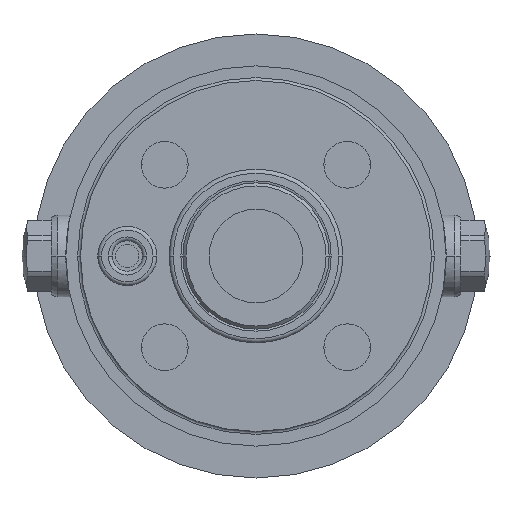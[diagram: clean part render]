
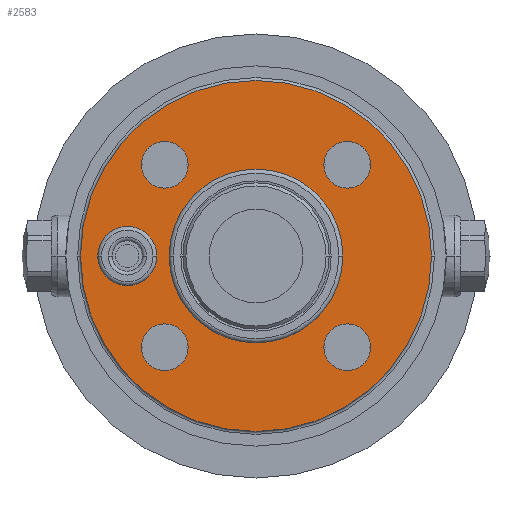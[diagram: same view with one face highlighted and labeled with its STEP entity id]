
A CAD part, front view. The second image highlights one B-rep face of the part: STEP entity #2583.
In plain terms, the highlighted planar face has unit normal (0, -1, 0).
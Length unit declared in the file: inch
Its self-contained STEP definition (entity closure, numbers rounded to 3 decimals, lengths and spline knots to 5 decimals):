
#214=CARTESIAN_POINT('',(0.61417,0.,0.61417));
#215=DIRECTION('',(0.,-1.,0.));
#216=DIRECTION('',(-1.,0.,0.));
#217=AXIS2_PLACEMENT_3D('',#214,#215,#216);
#222=CARTESIAN_POINT('',(0.61417,0.,0.61417));
#223=DIRECTION('',(0.,-1.,0.));
#224=DIRECTION('',(1.,0.,0.));
#225=AXIS2_PLACEMENT_3D('',#222,#223,#224);
#230=CARTESIAN_POINT('',(-0.61417,0.,0.61417));
#231=DIRECTION('',(0.,-1.,0.));
#232=DIRECTION('',(-1.,0.,0.));
#233=AXIS2_PLACEMENT_3D('',#230,#231,#232);
#238=CARTESIAN_POINT('',(-0.61417,0.,0.61417));
#239=DIRECTION('',(0.,-1.,0.));
#240=DIRECTION('',(1.,0.,0.));
#241=AXIS2_PLACEMENT_3D('',#238,#239,#240);
#246=CARTESIAN_POINT('',(0.61417,0.,-0.61417));
#247=DIRECTION('',(0.,-1.,0.));
#248=DIRECTION('',(-1.,0.,0.));
#249=AXIS2_PLACEMENT_3D('',#246,#247,#248);
#254=CARTESIAN_POINT('',(0.61417,0.,-0.61417));
#255=DIRECTION('',(0.,-1.,0.));
#256=DIRECTION('',(1.,0.,0.));
#257=AXIS2_PLACEMENT_3D('',#254,#255,#256);
#262=CARTESIAN_POINT('',(-0.61417,0.,-0.61417));
#263=DIRECTION('',(0.,-1.,0.));
#264=DIRECTION('',(-1.,0.,0.));
#265=AXIS2_PLACEMENT_3D('',#262,#263,#264);
#270=CARTESIAN_POINT('',(-0.61417,0.,-0.61417));
#271=DIRECTION('',(0.,-1.,0.));
#272=DIRECTION('',(1.,0.,0.));
#273=AXIS2_PLACEMENT_3D('',#270,#271,#272);
#294=CARTESIAN_POINT('',(-0.86614,0.,0.));
#295=DIRECTION('',(0.,1.,0.));
#296=DIRECTION('',(1.,0.,0.));
#297=AXIS2_PLACEMENT_3D('',#294,#295,#296);
#302=CARTESIAN_POINT('',(-0.86614,0.,0.));
#303=DIRECTION('',(0.,1.,0.));
#304=DIRECTION('',(-1.,0.,0.));
#305=AXIS2_PLACEMENT_3D('',#302,#303,#304);
#310=CARTESIAN_POINT('',(0.,0.,0.));
#311=DIRECTION('',(0.,1.,0.));
#312=DIRECTION('',(-1.,0.,0.));
#313=AXIS2_PLACEMENT_3D('',#310,#311,#312);
#318=CARTESIAN_POINT('',(0.,0.,0.));
#319=DIRECTION('',(0.,1.,0.));
#320=DIRECTION('',(1.,0.,0.));
#321=AXIS2_PLACEMENT_3D('',#318,#319,#320);
#326=CARTESIAN_POINT('',(0.,0.,0.));
#327=DIRECTION('',(0.,1.,0.));
#328=DIRECTION('',(1.,0.,0.));
#329=AXIS2_PLACEMENT_3D('',#326,#327,#328);
#341=CARTESIAN_POINT('',(0.,0.,0.));
#342=DIRECTION('',(0.,-1.,0.));
#343=DIRECTION('',(1.,0.,0.));
#344=AXIS2_PLACEMENT_3D('',#341,#342,#343);
#2122=CARTESIAN_POINT('',(1.1811,0.,0.));
#2124=VERTEX_POINT('',#2122);
#2146=CARTESIAN_POINT('',(-1.1811,0.,0.));
#2148=VERTEX_POINT('',#2146);
#2188=CARTESIAN_POINT('',(0.45669,0.,0.61417));
#2189=CARTESIAN_POINT('',(0.77165,0.,0.61417));
#2190=VERTEX_POINT('',#2188);
#2191=VERTEX_POINT('',#2189);
#2202=CARTESIAN_POINT('',(-0.77165,0.,0.61417));
#2203=VERTEX_POINT('',#2202);
#2204=CARTESIAN_POINT('',(-0.45669,0.,0.61417));
#2205=VERTEX_POINT('',#2204);
#2216=CARTESIAN_POINT('',(0.45669,0.,-0.61417));
#2217=VERTEX_POINT('',#2216);
#2218=CARTESIAN_POINT('',(0.77165,0.,-0.61417));
#2219=VERTEX_POINT('',#2218);
#2230=CARTESIAN_POINT('',(-0.77165,0.,-0.61417));
#2231=VERTEX_POINT('',#2230);
#2232=CARTESIAN_POINT('',(-0.45669,0.,-0.61417));
#2233=VERTEX_POINT('',#2232);
#2246=CARTESIAN_POINT('',(-0.67928,0.,0.));
#2247=CARTESIAN_POINT('',(-1.05301,0.,0.));
#2248=VERTEX_POINT('',#2246);
#2249=VERTEX_POINT('',#2247);
#2270=CARTESIAN_POINT('',(-0.55709,0.,0.));
#2271=CARTESIAN_POINT('',(0.55709,0.,0.));
#2272=VERTEX_POINT('',#2270);
#2273=VERTEX_POINT('',#2271);
#2537=CARTESIAN_POINT('',(0.,0.,0.));
#2538=DIRECTION('',(0.,1.,0.));
#2539=DIRECTION('',(1.,0.,0.));
#2540=AXIS2_PLACEMENT_3D('',#2537,#2538,#2539);
#2541=PLANE('',#2540);
#2543=ORIENTED_EDGE('',*,*,#2542,.T.);
#2545=ORIENTED_EDGE('',*,*,#2544,.F.);
#2546=EDGE_LOOP('',(#2543,#2545));
#2547=FACE_OUTER_BOUND('',#2546,.F.);
#2549=ORIENTED_EDGE('',*,*,#2548,.T.);
#2551=ORIENTED_EDGE('',*,*,#2550,.T.);
#2552=EDGE_LOOP('',(#2549,#2551));
#2553=FACE_BOUND('',#2552,.F.);
#2555=ORIENTED_EDGE('',*,*,#2554,.T.);
#2557=ORIENTED_EDGE('',*,*,#2556,.T.);
#2558=EDGE_LOOP('',(#2555,#2557));
#2559=FACE_BOUND('',#2558,.F.);
#2561=ORIENTED_EDGE('',*,*,#2560,.T.);
#2563=ORIENTED_EDGE('',*,*,#2562,.T.);
#2564=EDGE_LOOP('',(#2561,#2563));
#2565=FACE_BOUND('',#2564,.F.);
#2567=ORIENTED_EDGE('',*,*,#2566,.T.);
#2569=ORIENTED_EDGE('',*,*,#2568,.T.);
#2570=EDGE_LOOP('',(#2567,#2569));
#2571=FACE_BOUND('',#2570,.F.);
#2573=ORIENTED_EDGE('',*,*,#2572,.F.);
#2575=ORIENTED_EDGE('',*,*,#2574,.F.);
#2576=EDGE_LOOP('',(#2573,#2575));
#2577=FACE_BOUND('',#2576,.F.);
#2579=ORIENTED_EDGE('',*,*,#2578,.F.);
#2580=ORIENTED_EDGE('',*,*,#2515,.F.);
#2581=EDGE_LOOP('',(#2579,#2580));
#2582=FACE_BOUND('',#2581,.F.);
#218=CIRCLE('',#217,0.15748);
#226=CIRCLE('',#225,0.15748);
#234=CIRCLE('',#233,0.15748);
#242=CIRCLE('',#241,0.15748);
#250=CIRCLE('',#249,0.15748);
#258=CIRCLE('',#257,0.15748);
#266=CIRCLE('',#265,0.15748);
#274=CIRCLE('',#273,0.15748);
#298=CIRCLE('',#297,0.18687);
#306=CIRCLE('',#305,0.18687);
#314=CIRCLE('',#313,0.55709);
#322=CIRCLE('',#321,0.55709);
#330=CIRCLE('',#329,1.1811);
#345=CIRCLE('',#344,1.1811);
#2515=EDGE_CURVE('',#2273,#2272,#322,.T.);
#2542=EDGE_CURVE('',#2124,#2148,#330,.T.);
#2544=EDGE_CURVE('',#2124,#2148,#345,.T.);
#2548=EDGE_CURVE('',#2190,#2191,#218,.T.);
#2550=EDGE_CURVE('',#2191,#2190,#226,.T.);
#2554=EDGE_CURVE('',#2203,#2205,#234,.T.);
#2556=EDGE_CURVE('',#2205,#2203,#242,.T.);
#2560=EDGE_CURVE('',#2217,#2219,#250,.T.);
#2562=EDGE_CURVE('',#2219,#2217,#258,.T.);
#2566=EDGE_CURVE('',#2231,#2233,#266,.T.);
#2568=EDGE_CURVE('',#2233,#2231,#274,.T.);
#2572=EDGE_CURVE('',#2248,#2249,#298,.T.);
#2574=EDGE_CURVE('',#2249,#2248,#306,.T.);
#2578=EDGE_CURVE('',#2272,#2273,#314,.T.);
#2583=ADVANCED_FACE('',(#2547,#2553,#2559,#2565,#2571,#2577,#2582),#2541,.F.);
